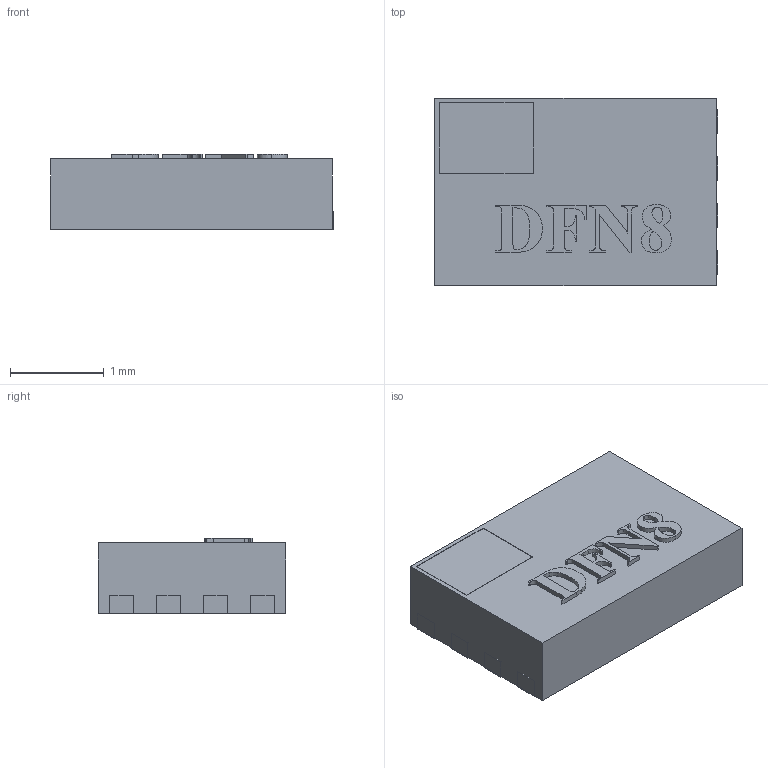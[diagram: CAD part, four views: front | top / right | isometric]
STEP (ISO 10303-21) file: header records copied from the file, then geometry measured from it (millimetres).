
FILE_DESCRIPTION (( 'STEP AP214' ), '1' );
FILE_NAME ('DFN8_2x3.STEP', '2021-01-07T23:56:00', ( '' ), ( '' ), 'SwSTEP 2.0', 'SolidWorks 2021', '' );
FILE_SCHEMA (( 'AUTOMOTIVE_DESIGN' ));
Length unit declared in the file: millimetre
Products named in the file (1): DFN8_2x3
Bounding box: 3.02 x 2 x 0.81 mm (x, y, z)
Surface area: 30.3 mm2
Topology: 10 solids, 10 shells, 164 faces, 408 edges, 272 vertices
Faces by surface type: plane 117, bspline 47
Entity records: 8120 total; most frequent: CARTESIAN_POINT 3164, ORIENTED_EDGE 816, DIRECTION 550, EDGE_CURVE 408, LINE 314, VECTOR 314, VERTEX_POINT 272, EDGE_LOOP 172
